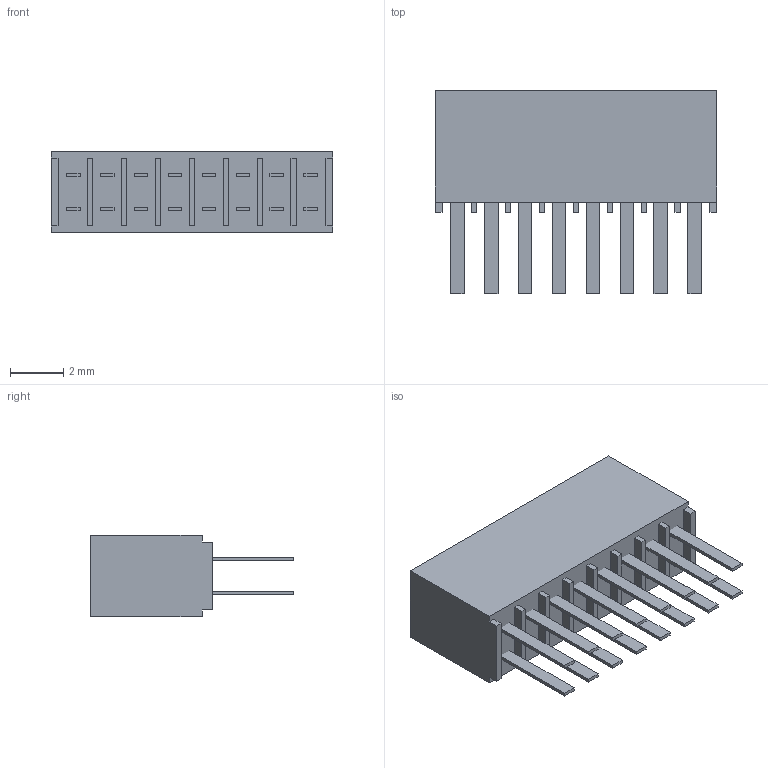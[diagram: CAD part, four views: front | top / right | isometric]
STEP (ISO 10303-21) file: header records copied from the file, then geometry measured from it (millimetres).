
FILE_DESCRIPTION(/* description */ ('STEP AP214'),/* implementation_level */ '2;1');
FILE_NAME(/* name */ 'SFMC-108-01-L-D',/* time_stamp */ '2023-07-30T23:47:18+02:00',/* author */ ('License CC BY-ND 4.0'),/* organization */ ('CADENAS'),/* preprocessor_version */ 'ST-DEVELOPER v19.3',/* originating_system */ 'PARTsolutions',/* authorisation */ ' ');
FILE_SCHEMA (('AUTOMOTIVE_DESIGN {1 0 10303 214 3 1 1}'));
Length unit declared in the file: inch
Products named in the file (3): SFMC-108-01-L-D; C-08-01_spins; SFMC-108-01_socket
Assembly tree (2 placements, depth 2):
  SFMC-108-01-L-D
    C-08-01_spins
    SFMC-108-01_socket
Bounding box: 10.54 x 7.62 x 3.05 mm (x, y, z)
Volume: 127.6 mm3; surface area: 412.5 mm2
Topology: 2 solids, 2 shells, 275 faces, 644 edges, 408 vertices
Faces by surface type: plane 275
Entity records: 7684 total; most frequent: CARTESIAN_POINT 1330, ORIENTED_EDGE 1288, DIRECTION 1200, EDGE_CURVE 644, LINE 644, VECTOR 644, VERTEX_POINT 408, EDGE_LOOP 310
